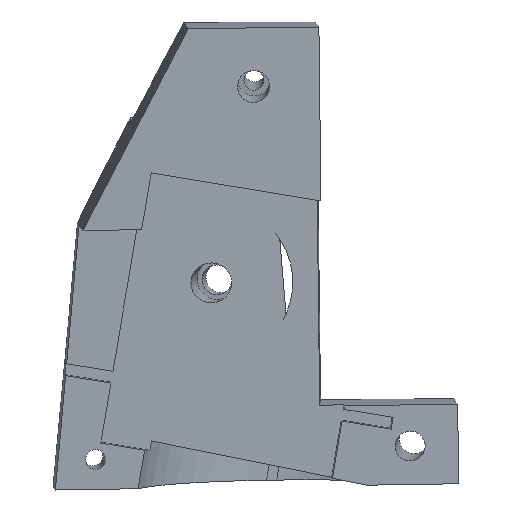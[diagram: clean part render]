
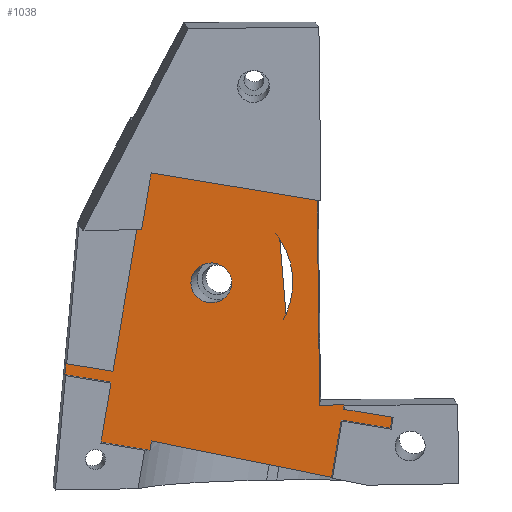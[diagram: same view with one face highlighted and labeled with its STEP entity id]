
A CAD part, front view. The second image highlights one B-rep face of the part: STEP entity #1038.
In plain terms, the highlighted planar face has unit normal (0.054, -0.996, -0.07).
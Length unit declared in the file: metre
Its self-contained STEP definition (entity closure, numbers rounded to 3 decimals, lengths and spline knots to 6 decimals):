
#56=LINE('',#1766,#150);
#57=LINE('',#1769,#151);
#58=LINE('',#1771,#152);
#59=LINE('',#1773,#153);
#60=LINE('',#1775,#154);
#61=LINE('',#1777,#155);
#62=LINE('',#1779,#156);
#63=LINE('',#1781,#157);
#64=LINE('',#1783,#158);
#65=LINE('',#1785,#159);
#66=LINE('',#1787,#160);
#67=LINE('',#1789,#161);
#68=LINE('',#1791,#162);
#69=LINE('',#1793,#163);
#70=LINE('',#1795,#164);
#71=LINE('',#1797,#165);
#72=LINE('',#1798,#166);
#150=VECTOR('',#1212,1.);
#151=VECTOR('',#1213,1.);
#152=VECTOR('',#1214,1.);
#153=VECTOR('',#1215,1.);
#154=VECTOR('',#1216,1.);
#155=VECTOR('',#1217,1.);
#156=VECTOR('',#1218,1.);
#157=VECTOR('',#1219,1.);
#158=VECTOR('',#1220,1.);
#159=VECTOR('',#1221,1.);
#160=VECTOR('',#1222,1.);
#161=VECTOR('',#1223,1.);
#162=VECTOR('',#1224,1.);
#163=VECTOR('',#1225,1.);
#164=VECTOR('',#1226,1.);
#165=VECTOR('',#1227,1.);
#166=VECTOR('',#1228,1.);
#244=ELLIPSE('',#1110,0.002046,0.002);
#245=ELLIPSE('',#1111,0.008183,0.008);
#261=PLANE('',#1109);
#320=ORIENTED_EDGE('',*,*,#619,.F.);
#321=ORIENTED_EDGE('',*,*,#620,.T.);
#322=ORIENTED_EDGE('',*,*,#621,.F.);
#323=ORIENTED_EDGE('',*,*,#622,.T.);
#324=ORIENTED_EDGE('',*,*,#623,.F.);
#325=ORIENTED_EDGE('',*,*,#624,.F.);
#326=ORIENTED_EDGE('',*,*,#625,.T.);
#327=ORIENTED_EDGE('',*,*,#626,.F.);
#328=ORIENTED_EDGE('',*,*,#627,.F.);
#329=ORIENTED_EDGE('',*,*,#628,.F.);
#330=ORIENTED_EDGE('',*,*,#629,.F.);
#331=ORIENTED_EDGE('',*,*,#630,.F.);
#332=ORIENTED_EDGE('',*,*,#631,.T.);
#333=ORIENTED_EDGE('',*,*,#632,.F.);
#334=ORIENTED_EDGE('',*,*,#633,.F.);
#335=ORIENTED_EDGE('',*,*,#634,.T.);
#336=ORIENTED_EDGE('',*,*,#635,.T.);
#337=ORIENTED_EDGE('',*,*,#636,.T.);
#338=ORIENTED_EDGE('',*,*,#637,.F.);
#619=EDGE_CURVE('',#768,#768,#244,.F.);
#620=EDGE_CURVE('',#769,#770,#56,.T.);
#621=EDGE_CURVE('',#771,#770,#57,.T.);
#622=EDGE_CURVE('',#771,#772,#58,.T.);
#623=EDGE_CURVE('',#773,#772,#59,.T.);
#624=EDGE_CURVE('',#774,#773,#60,.T.);
#625=EDGE_CURVE('',#774,#775,#61,.T.);
#626=EDGE_CURVE('',#776,#775,#62,.T.);
#627=EDGE_CURVE('',#777,#776,#63,.T.);
#628=EDGE_CURVE('',#778,#777,#64,.T.);
#629=EDGE_CURVE('',#779,#778,#65,.T.);
#630=EDGE_CURVE('',#780,#779,#66,.T.);
#631=EDGE_CURVE('',#780,#781,#67,.T.);
#632=EDGE_CURVE('',#782,#781,#68,.T.);
#633=EDGE_CURVE('',#783,#782,#69,.T.);
#634=EDGE_CURVE('',#783,#784,#70,.T.);
#635=EDGE_CURVE('',#784,#769,#71,.T.);
#636=EDGE_CURVE('',#785,#786,#72,.T.);
#637=EDGE_CURVE('',#785,#786,#245,.F.);
#768=VERTEX_POINT('',#1765);
#769=VERTEX_POINT('',#1767);
#770=VERTEX_POINT('',#1768);
#771=VERTEX_POINT('',#1770);
#772=VERTEX_POINT('',#1772);
#773=VERTEX_POINT('',#1774);
#774=VERTEX_POINT('',#1776);
#775=VERTEX_POINT('',#1778);
#776=VERTEX_POINT('',#1780);
#777=VERTEX_POINT('',#1782);
#778=VERTEX_POINT('',#1784);
#779=VERTEX_POINT('',#1786);
#780=VERTEX_POINT('',#1788);
#781=VERTEX_POINT('',#1790);
#782=VERTEX_POINT('',#1792);
#783=VERTEX_POINT('',#1794);
#784=VERTEX_POINT('',#1796);
#785=VERTEX_POINT('',#1799);
#786=VERTEX_POINT('',#1800);
#880=EDGE_LOOP('',(#320));
#881=EDGE_LOOP('',(#321,#322,#323,#324,#325,#326,#327,#328,#329,#330,#331,
#332,#333,#334,#335,#336));
#882=EDGE_LOOP('',(#337,#338));
#959=FACE_BOUND('',#880,.T.);
#960=FACE_BOUND('',#881,.T.);
#961=FACE_BOUND('',#882,.T.);
#1038=ADVANCED_FACE('',(#959,#960,#961),#261,.F.);
#1109=AXIS2_PLACEMENT_3D('',#1763,#1208,#1209);
#1110=AXIS2_PLACEMENT_3D('',#1764,#1210,#1211);
#1111=AXIS2_PLACEMENT_3D('',#1801,#1229,#1230);
#1208=DIRECTION('',(-0.054,0.996,0.069));
#1209=DIRECTION('',(0.,-0.07,0.998));
#1210=DIRECTION('',(-0.054,0.996,0.069));
#1211=DIRECTION('',(0.995,0.048,0.086));
#1212=DIRECTION('',(0.166,-0.06,0.984));
#1213=DIRECTION('',(-0.978,-0.067,0.197));
#1214=DIRECTION('',(0.166,-0.06,0.984));
#1215=DIRECTION('',(-0.985,-0.064,0.162));
#1216=DIRECTION('',(-0.166,0.06,-0.984));
#1217=DIRECTION('',(-0.985,-0.064,0.162));
#1218=DIRECTION('',(-0.166,0.06,-0.984));
#1219=DIRECTION('',(0.998,0.053,0.015));
#1220=DIRECTION('',(0.012,0.07,-0.997));
#1221=DIRECTION('',(0.985,0.064,-0.162));
#1222=DIRECTION('',(0.166,-0.06,0.984));
#1223=DIRECTION('',(-0.985,-0.064,0.162));
#1224=DIRECTION('',(0.089,-0.065,0.994));
#1225=DIRECTION('',(-0.985,-0.064,0.162));
#1226=DIRECTION('',(-0.166,0.06,-0.984));
#1227=DIRECTION('',(0.985,0.064,-0.162));
#1228=DIRECTION('',(-0.083,-0.074,0.994));
#1229=DIRECTION('',(-0.054,0.996,0.069));
#1230=DIRECTION('',(-0.995,-0.048,-0.086));
#1763=CARTESIAN_POINT('',(-0.000938,0.017381,0.001212));
#1764=CARTESIAN_POINT('',(-0.016443,0.007187,0.135396));
#1765=CARTESIAN_POINT('',(-0.014407,0.007284,0.135572));
#1766=CARTESIAN_POINT('',(-0.030504,0.010867,0.071739));
#1767=CARTESIAN_POINT('',(-0.022596,0.008024,0.118631));
#1768=CARTESIAN_POINT('',(-0.022439,0.007967,0.119558));
#1769=CARTESIAN_POINT('',(0.021534,0.010959,0.110709));
#1770=CARTESIAN_POINT('',(-0.004395,0.009195,0.115927));
#1771=CARTESIAN_POINT('',(-0.004443,0.009212,0.115642));
#1772=CARTESIAN_POINT('',(-0.00343,0.008848,0.121646));
#1773=CARTESIAN_POINT('',(0.001001,0.009138,0.120917));
#1774=CARTESIAN_POINT('',(0.001493,0.00917,0.120835));
#1775=CARTESIAN_POINT('',(0.001692,0.009099,0.122017));
#1776=CARTESIAN_POINT('',(0.001692,0.009099,0.122017));
#1777=CARTESIAN_POINT('',(0.001692,0.009099,0.122017));
#1778=CARTESIAN_POINT('',(-0.003231,0.008776,0.122827));
#1779=CARTESIAN_POINT('',(0.000205,0.007541,0.143203));
#1780=CARTESIAN_POINT('',(-0.003172,0.008755,0.123178));
#1781=CARTESIAN_POINT('',(-0.004984,0.008659,0.12315));
#1782=CARTESIAN_POINT('',(-0.005587,0.008627,0.12314));
#1783=CARTESIAN_POINT('',(-0.004154,0.017211,0.001162));
#1784=CARTESIAN_POINT('',(-0.005835,0.007146,0.144198));
#1785=CARTESIAN_POINT('',(-0.022934,0.006026,0.147013));
#1786=CARTESIAN_POINT('',(-0.022934,0.006026,0.147013));
#1787=CARTESIAN_POINT('',(-0.02637,0.007261,0.126638));
#1788=CARTESIAN_POINT('',(-0.02637,0.007261,0.126638));
#1789=CARTESIAN_POINT('',(-0.02637,0.007261,0.126638));
#1790=CARTESIAN_POINT('',(-0.031,0.006958,0.1274));
#1791=CARTESIAN_POINT('',(-0.031106,0.007036,0.126204));
#1792=CARTESIAN_POINT('',(-0.031106,0.007036,0.126204));
#1793=CARTESIAN_POINT('',(-0.031,0.007043,0.126186));
#1794=CARTESIAN_POINT('',(-0.026569,0.007333,0.125457));
#1795=CARTESIAN_POINT('',(-0.026569,0.007333,0.125457));
#1796=CARTESIAN_POINT('',(-0.027582,0.007697,0.119452));
#1797=CARTESIAN_POINT('',(-0.027582,0.007697,0.119452));
#1798=CARTESIAN_POINT('',(0.001943,0.017519,0.001462));
#1799=CARTESIAN_POINT('',(-0.008953,0.007809,0.132263));
#1800=CARTESIAN_POINT('',(-0.009579,0.007252,0.139775));
#1801=CARTESIAN_POINT('',(-0.016443,0.007187,0.135396));
